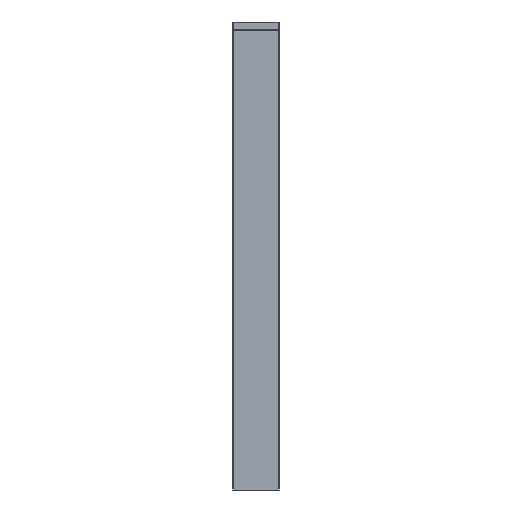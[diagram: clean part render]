
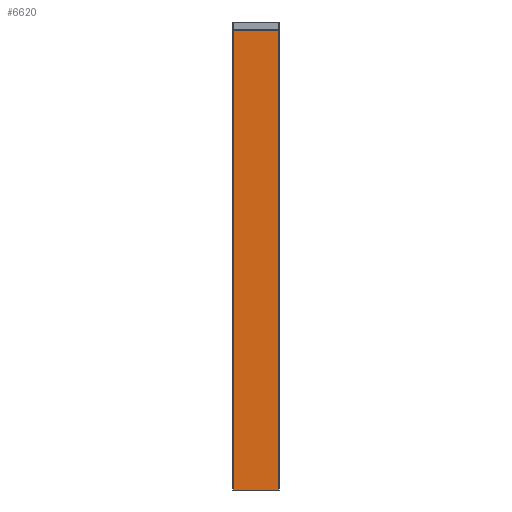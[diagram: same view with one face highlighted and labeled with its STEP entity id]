
A CAD part, front view. The second image highlights one B-rep face of the part: STEP entity #6620.
In plain terms, the highlighted planar face has unit normal (0, -1, 0).
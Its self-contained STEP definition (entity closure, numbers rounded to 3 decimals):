
#16 = EDGE_CURVE ( 'NONE', #8421, #1827, #8248, .T. ) ;
#86 = LINE ( 'NONE', #8103, #8005 ) ;
#109 = ORIENTED_EDGE ( 'NONE', *, *, #16, .T. ) ;
#658 = EDGE_CURVE ( 'NONE', #1557, #7415, #953, .T. ) ;
#672 = DIRECTION ( 'NONE',  ( 1., 0., 0. ) ) ;
#839 = CARTESIAN_POINT ( 'NONE',  ( 148., 0., 2995.055 ) ) ;
#953 = LINE ( 'NONE', #8467, #3346 ) ;
#1206 = LINE ( 'NONE', #2582, #8281 ) ;
#1276 = EDGE_CURVE ( 'NONE', #1557, #8421, #1206, .T. ) ;
#1404 = EDGE_CURVE ( 'NONE', #1827, #7415, #86, .T. ) ;
#1557 = VERTEX_POINT ( 'NONE', #839 ) ;
#1779 = PLANE ( 'NONE',  #7789 ) ;
#1827 = VERTEX_POINT ( 'NONE', #6268 ) ;
#2193 = CARTESIAN_POINT ( 'NONE',  ( -148., 0., 3050. ) ) ;
#2446 = FACE_OUTER_BOUND ( 'NONE', #5114, .T. ) ;
#2582 = CARTESIAN_POINT ( 'NONE',  ( 149., 0., 2995.055 ) ) ;
#2600 = ORIENTED_EDGE ( 'NONE', *, *, #658, .F. ) ;
#2802 = DIRECTION ( 'NONE',  ( 0., 1., 0. ) ) ;
#3346 = VECTOR ( 'NONE', #7013, 1000. ) ;
#4183 = CARTESIAN_POINT ( 'NONE',  ( 0., 0., 3050. ) ) ;
#4191 = ORIENTED_EDGE ( 'NONE', *, *, #1404, .T. ) ;
#4311 = ORIENTED_EDGE ( 'NONE', *, *, #1276, .T. ) ;
#4890 = DIRECTION ( 'NONE',  ( 0., 0., -1. ) ) ;
#5114 = EDGE_LOOP ( 'NONE', ( #2600, #4311, #109, #4191 ) ) ;
#5494 = DIRECTION ( 'NONE',  ( -1., 0., 0. ) ) ;
#6268 = CARTESIAN_POINT ( 'NONE',  ( -148., 0., 0. ) ) ;
#6424 = CARTESIAN_POINT ( 'NONE',  ( 148., 0., 0. ) ) ;
#6461 = DIRECTION ( 'NONE',  ( -1., 0., 0. ) ) ;
#6560 = VECTOR ( 'NONE', #4890, 1000. ) ;
#6620 = ADVANCED_FACE ( 'NONE', ( #2446 ), #1779, .F. ) ;
#7013 = DIRECTION ( 'NONE',  ( 0., 0., -1. ) ) ;
#7051 = CARTESIAN_POINT ( 'NONE',  ( -148., 0., 2995.055 ) ) ;
#7415 = VERTEX_POINT ( 'NONE', #6424 ) ;
#7789 = AXIS2_PLACEMENT_3D ( 'NONE', #4183, #2802, #5494 ) ;
#8005 = VECTOR ( 'NONE', #672, 1000. ) ;
#8103 = CARTESIAN_POINT ( 'NONE',  ( 0., 0., 0. ) ) ;
#8248 = LINE ( 'NONE', #2193, #6560 ) ;
#8281 = VECTOR ( 'NONE', #6461, 1000. ) ;
#8421 = VERTEX_POINT ( 'NONE', #7051 ) ;
#8467 = CARTESIAN_POINT ( 'NONE',  ( 148., 0., 3050. ) ) ;
